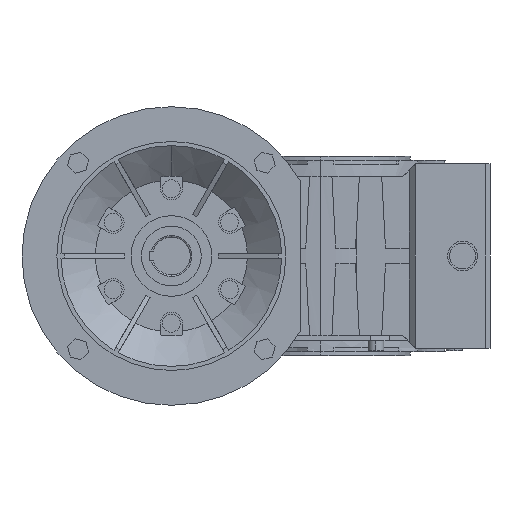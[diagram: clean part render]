
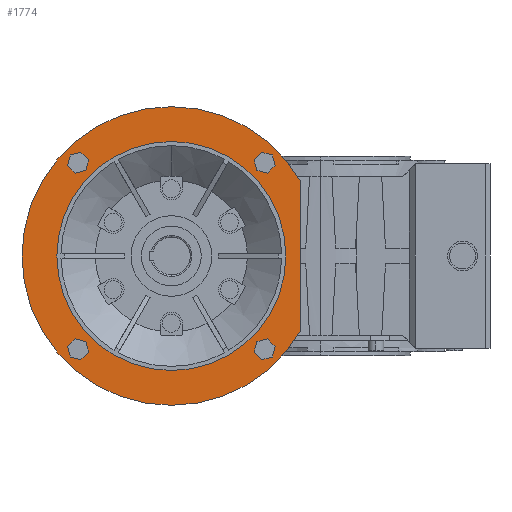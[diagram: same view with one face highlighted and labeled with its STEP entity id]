
A CAD part, left-side view. The second image highlights one B-rep face of the part: STEP entity #1774.
In plain terms, the highlighted planar face has unit normal (-1, 0, 0).
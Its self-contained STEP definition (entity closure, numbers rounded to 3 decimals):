
#80 = AXIS2_PLACEMENT_3D ( 'NONE', #4605, #20343, #6892 ) ;
#500 = ORIENTED_EDGE ( 'NONE', *, *, #16976, .T. ) ;
#691 = DIRECTION ( 'NONE',  ( 0., -1., 0. ) ) ;
#759 = CIRCLE ( 'NONE', #80, 6. ) ;
#1004 = DIRECTION ( 'NONE',  ( 1., 0., 0. ) ) ;
#1035 = VERTEX_POINT ( 'NONE', #10368 ) ;
#1115 = CARTESIAN_POINT ( 'NONE',  ( -40., 93.692, -93.692 ) ) ;
#1351 = CARTESIAN_POINT ( 'NONE',  ( -40., 0., -150. ) ) ;
#1774 = ADVANCED_FACE ( 'NONE', ( #19907, #19187, #7944, #8629, #1933, #13201 ), #20167, .F. ) ;
#1933 = FACE_BOUND ( 'NONE', #26850, .T. ) ;
#2509 = DIRECTION ( 'NONE',  ( 1., 0., 0. ) ) ;
#2720 = CIRCLE ( 'NONE', #19623, 6. ) ;
#3133 = CIRCLE ( 'NONE', #15795, 150. ) ;
#3402 = DIRECTION ( 'NONE',  ( 0., -1., 0. ) ) ;
#3423 = AXIS2_PLACEMENT_3D ( 'NONE', #13491, #29179, #15751 ) ;
#3449 = LINE ( 'NONE', #15737, #9415 ) ;
#3479 = CIRCLE ( 'NONE', #12619, 115. ) ;
#4443 = CARTESIAN_POINT ( 'NONE',  ( -40., -93.692, -87.692 ) ) ;
#4605 = CARTESIAN_POINT ( 'NONE',  ( -40., -93.692, 93.692 ) ) ;
#5414 = DIRECTION ( 'NONE',  ( -1., 0., 0. ) ) ;
#5503 = VERTEX_POINT ( 'NONE', #12371 ) ;
#5510 = CARTESIAN_POINT ( 'NONE',  ( -40., 0., 0. ) ) ;
#5578 = DIRECTION ( 'NONE',  ( 1., 0., 0. ) ) ;
#5690 = EDGE_CURVE ( 'NONE', #14403, #13986, #12248, .T. ) ;
#5706 = CARTESIAN_POINT ( 'NONE',  ( -40., -93.692, 99.692 ) ) ;
#5785 = AXIS2_PLACEMENT_3D ( 'NONE', #23379, #9910, #25627 ) ;
#5796 = CIRCLE ( 'NONE', #5785, 150. ) ;
#6158 = CARTESIAN_POINT ( 'NONE',  ( -40., 93.692, -99.692 ) ) ;
#6334 = ORIENTED_EDGE ( 'NONE', *, *, #9680, .F. ) ;
#6395 = AXIS2_PLACEMENT_3D ( 'NONE', #19029, #5578, #21279 ) ;
#6603 = AXIS2_PLACEMENT_3D ( 'NONE', #1115, #16859, #3402 ) ;
#6892 = DIRECTION ( 'NONE',  ( 0., -1., 0. ) ) ;
#7692 = EDGE_CURVE ( 'NONE', #13157, #9689, #3449, .T. ) ;
#7759 = DIRECTION ( 'NONE',  ( 0., -1., 0. ) ) ;
#7944 = FACE_BOUND ( 'NONE', #14911, .T. ) ;
#8018 = DIRECTION ( 'NONE',  ( 1., 0., 0. ) ) ;
#8189 = AXIS2_PLACEMENT_3D ( 'NONE', #21482, #8018, #23734 ) ;
#8289 = CIRCLE ( 'NONE', #3423, 150. ) ;
#8366 = VERTEX_POINT ( 'NONE', #23020 ) ;
#8629 = FACE_BOUND ( 'NONE', #16795, .T. ) ;
#8637 = CARTESIAN_POINT ( 'NONE',  ( -40., -93.692, -93.692 ) ) ;
#8956 = DIRECTION ( 'NONE',  ( 0., 1., 0. ) ) ;
#9361 = CIRCLE ( 'NONE', #6603, 6. ) ;
#9415 = VECTOR ( 'NONE', #11227, 1000. ) ;
#9680 = EDGE_CURVE ( 'NONE', #8366, #13157, #5796, .T. ) ;
#9689 = VERTEX_POINT ( 'NONE', #14341 ) ;
#9702 = CIRCLE ( 'NONE', #10168, 6. ) ;
#9910 = DIRECTION ( 'NONE',  ( 1., 0., 0. ) ) ;
#10168 = AXIS2_PLACEMENT_3D ( 'NONE', #15982, #2509, #18238 ) ;
#10259 = ORIENTED_EDGE ( 'NONE', *, *, #25126, .F. ) ;
#10368 = CARTESIAN_POINT ( 'NONE',  ( -40., 93.692, 99.692 ) ) ;
#10545 = VERTEX_POINT ( 'NONE', #6158 ) ;
#10550 = VERTEX_POINT ( 'NONE', #26373 ) ;
#10918 = DIRECTION ( 'NONE',  ( 0., -1., 0. ) ) ;
#11227 = DIRECTION ( 'NONE',  ( 0., 0., -1. ) ) ;
#11536 = CARTESIAN_POINT ( 'NONE',  ( -40., 93.692, -87.692 ) ) ;
#11670 = EDGE_CURVE ( 'NONE', #13986, #14403, #22531, .T. ) ;
#12248 = CIRCLE ( 'NONE', #22083, 6. ) ;
#12371 = CARTESIAN_POINT ( 'NONE',  ( -40., -115., 0. ) ) ;
#12619 = AXIS2_PLACEMENT_3D ( 'NONE', #26503, #13040, #28737 ) ;
#12817 = EDGE_CURVE ( 'NONE', #13530, #10545, #9361, .T. ) ;
#12862 = CARTESIAN_POINT ( 'NONE',  ( -40., -93.692, -99.692 ) ) ;
#12898 = VERTEX_POINT ( 'NONE', #26085 ) ;
#13040 = DIRECTION ( 'NONE',  ( -1., 0., 0. ) ) ;
#13157 = VERTEX_POINT ( 'NONE', #29183 ) ;
#13201 = FACE_BOUND ( 'NONE', #27695, .T. ) ;
#13437 = VERTEX_POINT ( 'NONE', #24712 ) ;
#13491 = CARTESIAN_POINT ( 'NONE',  ( -40., 0., 0. ) ) ;
#13530 = VERTEX_POINT ( 'NONE', #11536 ) ;
#13831 = ORIENTED_EDGE ( 'NONE', *, *, #18043, .T. ) ;
#13927 = ORIENTED_EDGE ( 'NONE', *, *, #11670, .T. ) ;
#13986 = VERTEX_POINT ( 'NONE', #4443 ) ;
#14184 = DIRECTION ( 'NONE',  ( 1., 0., 0. ) ) ;
#14317 = VERTEX_POINT ( 'NONE', #1351 ) ;
#14341 = CARTESIAN_POINT ( 'NONE',  ( -40., -130., -74.833 ) ) ;
#14403 = VERTEX_POINT ( 'NONE', #12862 ) ;
#14504 = CARTESIAN_POINT ( 'NONE',  ( -40., -93.692, 93.692 ) ) ;
#14911 = EDGE_LOOP ( 'NONE', ( #16950, #13927 ) ) ;
#15616 = EDGE_CURVE ( 'NONE', #25199, #12898, #759, .T. ) ;
#15666 = ORIENTED_EDGE ( 'NONE', *, *, #12817, .T. ) ;
#15737 = CARTESIAN_POINT ( 'NONE',  ( -40., -130., -590.099 ) ) ;
#15751 = DIRECTION ( 'NONE',  ( 0., -1., 0. ) ) ;
#15795 = AXIS2_PLACEMENT_3D ( 'NONE', #5510, #21200, #7759 ) ;
#15982 = CARTESIAN_POINT ( 'NONE',  ( -40., 93.692, 93.692 ) ) ;
#16009 = AXIS2_PLACEMENT_3D ( 'NONE', #18866, #5414, #21118 ) ;
#16260 = ORIENTED_EDGE ( 'NONE', *, *, #18325, .F. ) ;
#16754 = DIRECTION ( 'NONE',  ( 0., -1., 0. ) ) ;
#16795 = EDGE_LOOP ( 'NONE', ( #25722, #15666 ) ) ;
#16859 = DIRECTION ( 'NONE',  ( 1., 0., 0. ) ) ;
#16863 = ORIENTED_EDGE ( 'NONE', *, *, #17671, .F. ) ;
#16950 = ORIENTED_EDGE ( 'NONE', *, *, #5690, .T. ) ;
#16976 = EDGE_CURVE ( 'NONE', #13437, #1035, #28470, .T. ) ;
#17122 = ORIENTED_EDGE ( 'NONE', *, *, #17466, .F. ) ;
#17466 = EDGE_CURVE ( 'NONE', #14317, #8366, #3133, .T. ) ;
#17671 = EDGE_CURVE ( 'NONE', #5503, #10550, #3479, .T. ) ;
#18043 = EDGE_CURVE ( 'NONE', #12898, #25199, #2720, .T. ) ;
#18238 = DIRECTION ( 'NONE',  ( 0., -1., 0. ) ) ;
#18325 = EDGE_CURVE ( 'NONE', #9689, #14317, #8289, .T. ) ;
#18417 = AXIS2_PLACEMENT_3D ( 'NONE', #27638, #14184, #691 ) ;
#18614 = EDGE_LOOP ( 'NONE', ( #23205, #6334, #17122, #16260 ) ) ;
#18866 = CARTESIAN_POINT ( 'NONE',  ( -40., 0., 0. ) ) ;
#18995 = AXIS2_PLACEMENT_3D ( 'NONE', #22417, #29060, #8956 ) ;
#19029 = CARTESIAN_POINT ( 'NONE',  ( -40., 93.692, 93.692 ) ) ;
#19187 = FACE_BOUND ( 'NONE', #22662, .T. ) ;
#19538 = ORIENTED_EDGE ( 'NONE', *, *, #15616, .T. ) ;
#19623 = AXIS2_PLACEMENT_3D ( 'NONE', #14504, #1004, #16754 ) ;
#19907 = FACE_OUTER_BOUND ( 'NONE', #18614, .T. ) ;
#20167 = PLANE ( 'NONE',  #18995 ) ;
#20343 = DIRECTION ( 'NONE',  ( 1., 0., 0. ) ) ;
#21118 = DIRECTION ( 'NONE',  ( 0., 1., 0. ) ) ;
#21200 = DIRECTION ( 'NONE',  ( 1., 0., 0. ) ) ;
#21205 = CIRCLE ( 'NONE', #16009, 115. ) ;
#21279 = DIRECTION ( 'NONE',  ( 0., -1., 0. ) ) ;
#21482 = CARTESIAN_POINT ( 'NONE',  ( -40., 93.692, -93.692 ) ) ;
#22083 = AXIS2_PLACEMENT_3D ( 'NONE', #8637, #24364, #10918 ) ;
#22417 = CARTESIAN_POINT ( 'NONE',  ( -40., 115., 0. ) ) ;
#22531 = CIRCLE ( 'NONE', #18417, 6. ) ;
#22662 = EDGE_LOOP ( 'NONE', ( #13831, #19538 ) ) ;
#23020 = CARTESIAN_POINT ( 'NONE',  ( -40., 0., 150. ) ) ;
#23205 = ORIENTED_EDGE ( 'NONE', *, *, #7692, .F. ) ;
#23379 = CARTESIAN_POINT ( 'NONE',  ( -40., 0., 0. ) ) ;
#23734 = DIRECTION ( 'NONE',  ( 0., -1., 0. ) ) ;
#24364 = DIRECTION ( 'NONE',  ( 1., 0., 0. ) ) ;
#24435 = EDGE_CURVE ( 'NONE', #1035, #13437, #9702, .T. ) ;
#24712 = CARTESIAN_POINT ( 'NONE',  ( -40., 93.692, 87.692 ) ) ;
#25126 = EDGE_CURVE ( 'NONE', #10550, #5503, #21205, .T. ) ;
#25199 = VERTEX_POINT ( 'NONE', #5706 ) ;
#25627 = DIRECTION ( 'NONE',  ( 0., -1., 0. ) ) ;
#25722 = ORIENTED_EDGE ( 'NONE', *, *, #27445, .T. ) ;
#26085 = CARTESIAN_POINT ( 'NONE',  ( -40., -93.692, 87.692 ) ) ;
#26373 = CARTESIAN_POINT ( 'NONE',  ( -40., 115., 0. ) ) ;
#26383 = CIRCLE ( 'NONE', #8189, 6. ) ;
#26503 = CARTESIAN_POINT ( 'NONE',  ( -40., 0., 0. ) ) ;
#26521 = ORIENTED_EDGE ( 'NONE', *, *, #24435, .T. ) ;
#26850 = EDGE_LOOP ( 'NONE', ( #500, #26521 ) ) ;
#27445 = EDGE_CURVE ( 'NONE', #10545, #13530, #26383, .T. ) ;
#27638 = CARTESIAN_POINT ( 'NONE',  ( -40., -93.692, -93.692 ) ) ;
#27695 = EDGE_LOOP ( 'NONE', ( #10259, #16863 ) ) ;
#28470 = CIRCLE ( 'NONE', #6395, 6. ) ;
#28737 = DIRECTION ( 'NONE',  ( 0., 1., 0. ) ) ;
#29060 = DIRECTION ( 'NONE',  ( 1., 0., 0. ) ) ;
#29179 = DIRECTION ( 'NONE',  ( 1., 0., 0. ) ) ;
#29183 = CARTESIAN_POINT ( 'NONE',  ( -40., -130., 74.833 ) ) ;
